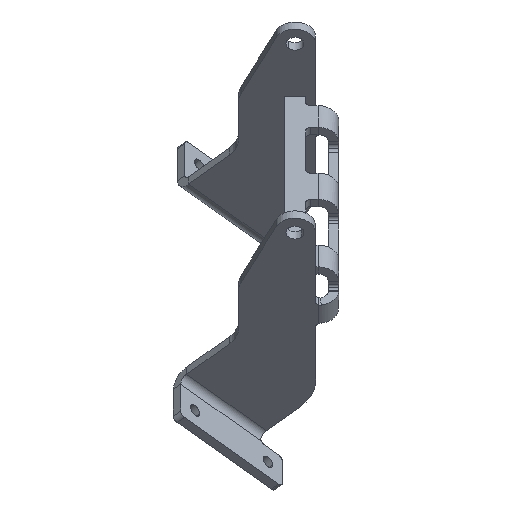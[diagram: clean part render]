
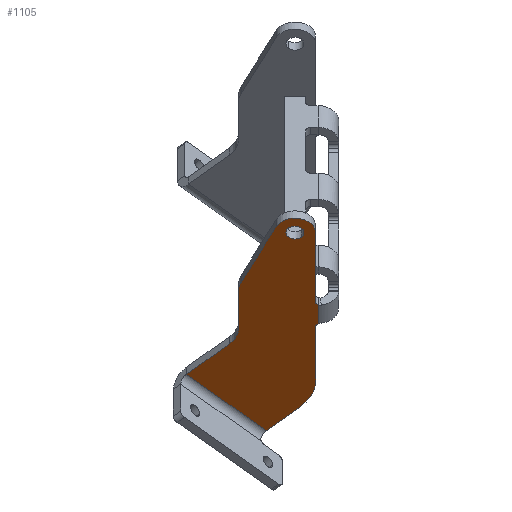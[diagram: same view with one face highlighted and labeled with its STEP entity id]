
A CAD part, left-side view. The second image highlights one B-rep face of the part: STEP entity #1105.
In plain terms, the highlighted free-form (B-spline) face has degree [1, 1] with [2, 2] control points.
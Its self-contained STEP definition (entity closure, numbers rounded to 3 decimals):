
#424 = VERTEX_POINT('',#425);
#425 = CARTESIAN_POINT('',(-228.515,70.387,
    191.432));
#430 = EDGE_CURVE('',#431,#424,#433,.T.);
#431 = VERTEX_POINT('',#432);
#432 = CARTESIAN_POINT('',(-235.676,80.513,
    198.593));
#433 = ( BOUNDED_CURVE() B_SPLINE_CURVE(2,(#434,#435,#436,#437,#438),
.UNSPECIFIED.,.F.,.F.) B_SPLINE_CURVE_WITH_KNOTS((3,2,3),(3.142,
4.712,6.283),.PIECEWISE_BEZIER_KNOTS.) CURVE() 
GEOMETRIC_REPRESENTATION_ITEM() RATIONAL_B_SPLINE_CURVE((1.,
0.707,1.,0.707,1.)) REPRESENTATION_ITEM('') );
#434 = CARTESIAN_POINT('',(-235.676,80.513,
    198.593));
#435 = CARTESIAN_POINT('',(-232.095,85.576,
    195.012));
#436 = CARTESIAN_POINT('',(-228.515,80.513,
    191.432));
#437 = CARTESIAN_POINT('',(-224.935,75.45,
    187.852));
#438 = CARTESIAN_POINT('',(-228.515,70.387,
    191.432));
#1028 = VERTEX_POINT('',#1029);
#1029 = CARTESIAN_POINT('',(-157.065,59.125,
    119.982));
#1034 = EDGE_CURVE('',#1028,#1035,#1037,.T.);
#1035 = VERTEX_POINT('',#1036);
#1036 = CARTESIAN_POINT('',(-159.543,57.135,
    122.46));
#1037 = ( BOUNDED_CURVE() B_SPLINE_CURVE(2,(#1038,#1039,#1040),
.UNSPECIFIED.,.F.,.F.) B_SPLINE_CURVE_WITH_KNOTS((3,3),(5.498,
6.531),.PIECEWISE_BEZIER_KNOTS.) CURVE() 
GEOMETRIC_REPRESENTATION_ITEM() RATIONAL_B_SPLINE_CURVE((1.,
0.87,1.)) REPRESENTATION_ITEM('') );
#1038 = CARTESIAN_POINT('',(-157.065,59.125,
    119.982));
#1039 = CARTESIAN_POINT('',(-158.704,59.125,
    121.621));
#1040 = CARTESIAN_POINT('',(-159.543,57.135,
    122.46));
#1070 = VERTEX_POINT('',#1071);
#1071 = CARTESIAN_POINT('',(-177.266,59.125,
    140.183));
#1085 = VERTEX_POINT('',#1086);
#1086 = CARTESIAN_POINT('',(-174.787,57.135,
    137.705));
#1093 = EDGE_CURVE('',#1085,#1070,#1094,.T.);
#1094 = ( BOUNDED_CURVE() B_SPLINE_CURVE(2,(#1095,#1096,#1097),
.UNSPECIFIED.,.F.,.F.) B_SPLINE_CURVE_WITH_KNOTS((3,3),(1.323,
2.356),.PIECEWISE_BEZIER_KNOTS.) CURVE() 
GEOMETRIC_REPRESENTATION_ITEM() RATIONAL_B_SPLINE_CURVE((1.,
0.87,1.)) REPRESENTATION_ITEM('') );
#1095 = CARTESIAN_POINT('',(-174.787,57.135,
    137.705));
#1096 = CARTESIAN_POINT('',(-175.627,59.125,
    138.544));
#1097 = CARTESIAN_POINT('',(-177.266,59.125,
    140.183));
#1105 = ADVANCED_FACE('',(#1106,#1117),#1207,.T.);
#1106 = FACE_BOUND('',#1107,.T.);
#1107 = EDGE_LOOP('',(#1108,#1116));
#1108 = ORIENTED_EDGE('',*,*,#1109,.F.);
#1109 = EDGE_CURVE('',#424,#431,#1110,.T.);
#1110 = ( BOUNDED_CURVE() B_SPLINE_CURVE(2,(#1111,#1112,#1113,#1114,
#1115),.UNSPECIFIED.,.F.,.F.) B_SPLINE_CURVE_WITH_KNOTS((3,2,3),(0.,
1.571,3.142),.PIECEWISE_BEZIER_KNOTS.) CURVE() 
GEOMETRIC_REPRESENTATION_ITEM() RATIONAL_B_SPLINE_CURVE((1.,
0.707,1.,0.707,1.)) REPRESENTATION_ITEM('') );
#1111 = CARTESIAN_POINT('',(-228.515,70.387,
    191.432));
#1112 = CARTESIAN_POINT('',(-232.095,65.323,
    195.012));
#1113 = CARTESIAN_POINT('',(-235.676,70.387,
    198.593));
#1114 = CARTESIAN_POINT('',(-239.256,75.45,
    202.173));
#1115 = CARTESIAN_POINT('',(-235.676,80.513,
    198.593));
#1116 = ORIENTED_EDGE('',*,*,#430,.F.);
#1117 = FACE_BOUND('',#1118,.T.);
#1118 = EDGE_LOOP('',(#1119,#1120,#1125,#1126,#1133,#1143,#1150,#1158,
    #1165,#1173,#1180,#1187,#1194,#1202));
#1119 = ORIENTED_EDGE('',*,*,#1034,.T.);
#1120 = ORIENTED_EDGE('',*,*,#1121,.T.);
#1121 = EDGE_CURVE('',#1035,#1085,#1122,.T.);
#1122 = B_SPLINE_CURVE_WITH_KNOTS('',1,(#1123,#1124),.UNSPECIFIED.,.F.,
  .F.,(2,2),(-125.706,-99.294),.PIECEWISE_BEZIER_KNOTS.);
#1123 = CARTESIAN_POINT('',(-159.543,57.135,
    122.46));
#1124 = CARTESIAN_POINT('',(-174.787,57.135,
    137.705));
#1125 = ORIENTED_EDGE('',*,*,#1093,.T.);
#1126 = ORIENTED_EDGE('',*,*,#1127,.T.);
#1127 = EDGE_CURVE('',#1070,#1128,#1130,.T.);
#1128 = VERTEX_POINT('',#1129);
#1129 = CARTESIAN_POINT('',(-232.095,59.125,
    195.012));
#1130 = B_SPLINE_CURVE_WITH_KNOTS('',1,(#1131,#1132),.UNSPECIFIED.,.F.,
  .F.,(2,2),(0.,95.),.PIECEWISE_BEZIER_KNOTS.);
#1131 = CARTESIAN_POINT('',(-177.266,59.125,
    140.183));
#1132 = CARTESIAN_POINT('',(-232.095,59.125,
    195.012));
#1133 = ORIENTED_EDGE('',*,*,#1134,.T.);
#1134 = EDGE_CURVE('',#1128,#1135,#1137,.T.);
#1135 = VERTEX_POINT('',#1136);
#1136 = CARTESIAN_POINT('',(-236.787,90.365,
    199.704));
#1137 = ( BOUNDED_CURVE() B_SPLINE_CURVE(2,(#1138,#1139,#1140,#1141,
#1142),.UNSPECIFIED.,.F.,.F.) B_SPLINE_CURVE_WITH_KNOTS((3,2,3),(
    0.785,2.147,3.508),
.PIECEWISE_BEZIER_KNOTS.) CURVE() GEOMETRIC_REPRESENTATION_ITEM() 
RATIONAL_B_SPLINE_CURVE((1.,0.777,1.,0.777,1.)) 
REPRESENTATION_ITEM('') );
#1138 = CARTESIAN_POINT('',(-232.095,59.125,
    195.012));
#1139 = CARTESIAN_POINT('',(-241.444,59.125,
    204.362));
#1140 = CARTESIAN_POINT('',(-243.387,72.059,
    206.304));
#1141 = CARTESIAN_POINT('',(-245.329,84.992,
    208.246));
#1142 = CARTESIAN_POINT('',(-236.787,90.365,
    199.704));
#1143 = ORIENTED_EDGE('',*,*,#1144,.T.);
#1144 = EDGE_CURVE('',#1135,#1145,#1147,.T.);
#1145 = VERTEX_POINT('',#1146);
#1146 = CARTESIAN_POINT('',(-192.494,118.228,
    155.411));
#1147 = B_SPLINE_CURVE_WITH_KNOTS('',1,(#1148,#1149),.UNSPECIFIED.,.F.,
  .F.,(2,2),(0.,83.993),.PIECEWISE_BEZIER_KNOTS.);
#1148 = CARTESIAN_POINT('',(-236.787,90.365,
    199.704));
#1149 = CARTESIAN_POINT('',(-192.494,118.228,
    155.411));
#1150 = ORIENTED_EDGE('',*,*,#1151,.T.);
#1151 = EDGE_CURVE('',#1145,#1152,#1154,.T.);
#1152 = VERTEX_POINT('',#1153);
#1153 = CARTESIAN_POINT('',(-185.457,120.342,
    148.374));
#1154 = ( BOUNDED_CURVE() B_SPLINE_CURVE(2,(#1155,#1156,#1157),
.UNSPECIFIED.,.F.,.F.) B_SPLINE_CURVE_WITH_KNOTS((3,3),(0.367,
0.785),.PIECEWISE_BEZIER_KNOTS.) CURVE() 
GEOMETRIC_REPRESENTATION_ITEM() RATIONAL_B_SPLINE_CURVE((1.,
0.978,1.)) REPRESENTATION_ITEM('') );
#1155 = CARTESIAN_POINT('',(-192.494,118.228,
    155.411));
#1156 = CARTESIAN_POINT('',(-189.134,120.342,
    152.051));
#1157 = CARTESIAN_POINT('',(-185.457,120.342,
    148.374));
#1158 = ORIENTED_EDGE('',*,*,#1159,.T.);
#1159 = EDGE_CURVE('',#1152,#1160,#1162,.T.);
#1160 = VERTEX_POINT('',#1161);
#1161 = CARTESIAN_POINT('',(-155.905,120.342,
    118.822));
#1162 = B_SPLINE_CURVE_WITH_KNOTS('',1,(#1163,#1164),.UNSPECIFIED.,.F.,
  .F.,(2,2),(-51.202,0.),.PIECEWISE_BEZIER_KNOTS.);
#1163 = CARTESIAN_POINT('',(-185.457,120.342,
    148.374));
#1164 = CARTESIAN_POINT('',(-155.905,120.342,
    118.822));
#1165 = ORIENTED_EDGE('',*,*,#1166,.T.);
#1166 = EDGE_CURVE('',#1160,#1167,#1169,.T.);
#1167 = VERTEX_POINT('',#1168);
#1168 = CARTESIAN_POINT('',(-143.662,127.514,
    106.579));
#1169 = ( BOUNDED_CURVE() B_SPLINE_CURVE(2,(#1170,#1171,#1172),
.UNSPECIFIED.,.F.,.F.) B_SPLINE_CURVE_WITH_KNOTS((3,3),(5.498,
6.283),.PIECEWISE_BEZIER_KNOTS.) CURVE() 
GEOMETRIC_REPRESENTATION_ITEM() RATIONAL_B_SPLINE_CURVE((1.,
0.924,1.)) REPRESENTATION_ITEM('') );
#1170 = CARTESIAN_POINT('',(-155.905,120.342,
    118.822));
#1171 = CARTESIAN_POINT('',(-148.733,120.342,
    111.65));
#1172 = CARTESIAN_POINT('',(-143.662,127.514,
    106.579));
#1173 = ORIENTED_EDGE('',*,*,#1174,.T.);
#1174 = EDGE_CURVE('',#1167,#1175,#1177,.T.);
#1175 = VERTEX_POINT('',#1176);
#1176 = CARTESIAN_POINT('',(-119.548,161.616,
    82.465));
#1177 = B_SPLINE_CURVE_WITH_KNOTS('',1,(#1178,#1179),.UNSPECIFIED.,.F.,
  .F.,(2,2),(-116.508,-57.42),.PIECEWISE_BEZIER_KNOTS.);
#1178 = CARTESIAN_POINT('',(-143.662,127.514,
    106.579));
#1179 = CARTESIAN_POINT('',(-119.548,161.616,
    82.465));
#1180 = ORIENTED_EDGE('',*,*,#1181,.T.);
#1181 = EDGE_CURVE('',#1175,#1182,#1184,.T.);
#1182 = VERTEX_POINT('',#1183);
#1183 = CARTESIAN_POINT('',(-74.656,98.129,
    37.573));
#1184 = B_SPLINE_CURVE_WITH_KNOTS('',1,(#1185,#1186),.UNSPECIFIED.,.F.,
  .F.,(2,2),(63.241,173.241),.PIECEWISE_BEZIER_KNOTS.);
#1185 = CARTESIAN_POINT('',(-119.548,161.616,
    82.465));
#1186 = CARTESIAN_POINT('',(-74.656,98.129,
    37.573));
#1187 = ORIENTED_EDGE('',*,*,#1188,.T.);
#1188 = EDGE_CURVE('',#1182,#1189,#1191,.T.);
#1189 = VERTEX_POINT('',#1190);
#1190 = CARTESIAN_POINT('',(-93.783,71.079,
    56.7));
#1191 = B_SPLINE_CURVE_WITH_KNOTS('',1,(#1192,#1193),.UNSPECIFIED.,.F.,
  .F.,(2,2),(17.42,64.289),.PIECEWISE_BEZIER_KNOTS.);
#1192 = CARTESIAN_POINT('',(-74.656,98.129,
    37.573));
#1193 = CARTESIAN_POINT('',(-93.783,71.079,
    56.7));
#1194 = ORIENTED_EDGE('',*,*,#1195,.T.);
#1195 = EDGE_CURVE('',#1189,#1196,#1198,.T.);
#1196 = VERTEX_POINT('',#1197);
#1197 = CARTESIAN_POINT('',(-114.189,59.125,
    77.106));
#1198 = ( BOUNDED_CURVE() B_SPLINE_CURVE(2,(#1199,#1200,#1201),
.UNSPECIFIED.,.F.,.F.) B_SPLINE_CURVE_WITH_KNOTS((3,3),(0.,
0.785),.PIECEWISE_BEZIER_KNOTS.) CURVE() 
GEOMETRIC_REPRESENTATION_ITEM() RATIONAL_B_SPLINE_CURVE((1.,
0.924,1.)) REPRESENTATION_ITEM('') );
#1199 = CARTESIAN_POINT('',(-93.783,71.079,
    56.7));
#1200 = CARTESIAN_POINT('',(-102.235,59.125,
    65.153));
#1201 = CARTESIAN_POINT('',(-114.189,59.125,
    77.106));
#1202 = ORIENTED_EDGE('',*,*,#1203,.T.);
#1203 = EDGE_CURVE('',#1196,#1028,#1204,.T.);
#1204 = B_SPLINE_CURVE_WITH_KNOTS('',1,(#1205,#1206),.UNSPECIFIED.,.F.,
  .F.,(2,2),(0.,74.289),.PIECEWISE_BEZIER_KNOTS.);
#1205 = CARTESIAN_POINT('',(-114.189,59.125,
    77.106));
#1206 = CARTESIAN_POINT('',(-157.065,59.125,
    119.982));
#1207 = B_SPLINE_SURFACE_WITH_KNOTS('',1,1,(
    (#1208,#1209)
    ,(#1210,#1211
    )),.UNSPECIFIED.,.F.,.F.,.F.,(2,2),(2,2),(-20.,173.241),(
    -212.537,20.),.PIECEWISE_BEZIER_KNOTS.);
#1208 = CARTESIAN_POINT('',(-153.519,209.659,
    116.436));
#1209 = CARTESIAN_POINT('',(-248.42,75.45,
    211.337));
#1210 = CARTESIAN_POINT('',(-74.656,98.129,
    37.573));
#1211 = CARTESIAN_POINT('',(-169.556,-36.08,
    132.473));
